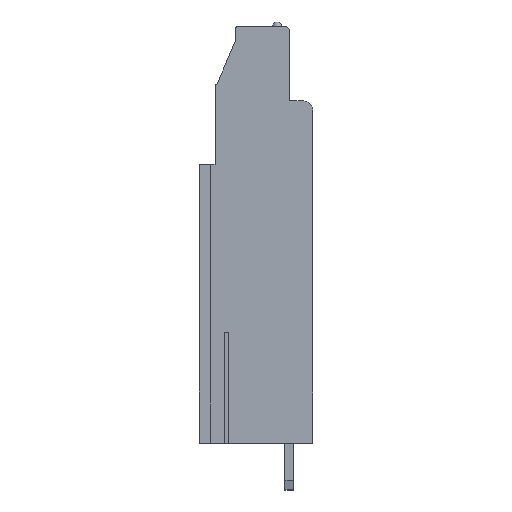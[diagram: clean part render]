
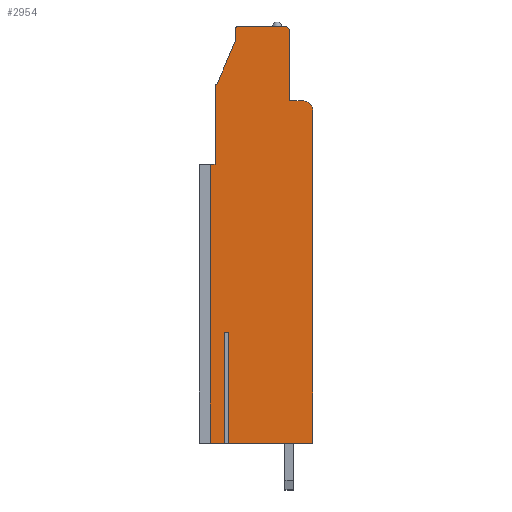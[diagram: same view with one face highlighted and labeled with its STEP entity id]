
A CAD part, top view. The second image highlights one B-rep face of the part: STEP entity #2954.
In plain terms, the highlighted planar face has unit normal (0, 0, 1).
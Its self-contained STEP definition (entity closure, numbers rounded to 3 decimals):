
#13=DIRECTION('',(0.,1.,0.));
#14=VECTOR('',#13,30.);
#15=CARTESIAN_POINT('',(-5.16,-17.199,22.86));
#16=LINE('',#15,#14);
#17=DIRECTION('',(-1.,0.,0.));
#18=VECTOR('',#17,0.5);
#19=CARTESIAN_POINT('',(-4.66,12.801,22.86));
#20=LINE('',#19,#18);
#21=DIRECTION('',(0.,-1.,0.));
#22=VECTOR('',#21,8.4);
#23=CARTESIAN_POINT('',(-4.66,21.201,22.86));
#24=LINE('',#23,#22);
#25=CARTESIAN_POINT('',(-4.46,21.201,22.86));
#26=DIRECTION('',(0.,0.,1.));
#27=DIRECTION('',(0.,1.,0.));
#28=AXIS2_PLACEMENT_3D('',#25,#26,#27);
#30=DIRECTION('',(-0.392,-0.92,0.));
#31=VECTOR('',#30,5.108);
#32=CARTESIAN_POINT('',(-2.46,26.101,22.86));
#33=LINE('',#32,#31);
#34=DIRECTION('',(0.,-1.,0.));
#35=VECTOR('',#34,1.2);
#36=CARTESIAN_POINT('',(-2.46,27.301,22.86));
#37=LINE('',#36,#35);
#38=CARTESIAN_POINT('',(-2.16,27.301,22.86));
#39=DIRECTION('',(0.,0.,1.));
#40=DIRECTION('',(0.,1.,0.));
#41=AXIS2_PLACEMENT_3D('',#38,#39,#40);
#43=DIRECTION('',(-1.,0.,0.));
#44=VECTOR('',#43,5.);
#45=CARTESIAN_POINT('',(2.84,27.601,22.86));
#46=LINE('',#45,#44);
#47=CARTESIAN_POINT('',(2.84,27.101,22.86));
#48=DIRECTION('',(0.,0.,1.));
#49=DIRECTION('',(1.,0.,0.));
#50=AXIS2_PLACEMENT_3D('',#47,#48,#49);
#52=DIRECTION('',(0.,1.,0.));
#53=VECTOR('',#52,7.5);
#54=CARTESIAN_POINT('',(3.34,19.601,22.86));
#55=LINE('',#54,#53);
#56=DIRECTION('',(-1.,0.,0.));
#57=VECTOR('',#56,1.5);
#58=CARTESIAN_POINT('',(4.84,19.601,22.86));
#59=LINE('',#58,#57);
#60=CARTESIAN_POINT('',(4.84,18.601,22.86));
#61=DIRECTION('',(0.,0.,1.));
#62=DIRECTION('',(1.,0.,0.));
#63=AXIS2_PLACEMENT_3D('',#60,#61,#62);
#65=DIRECTION('',(0.,1.,0.));
#66=VECTOR('',#65,35.8);
#67=CARTESIAN_POINT('',(5.84,-17.199,22.86));
#68=LINE('',#67,#66);
#69=DIRECTION('',(1.,0.,0.));
#70=VECTOR('',#69,9.11);
#71=CARTESIAN_POINT('',(-3.27,-17.199,22.86));
#72=LINE('',#71,#70);
#73=DIRECTION('',(0.,1.,0.));
#74=VECTOR('',#73,11.95);
#75=CARTESIAN_POINT('',(-3.27,-17.199,22.86));
#76=LINE('',#75,#74);
#77=DIRECTION('',(-1.,0.,0.));
#78=VECTOR('',#77,0.38);
#79=CARTESIAN_POINT('',(-3.27,-5.249,22.86));
#80=LINE('',#79,#78);
#81=DIRECTION('',(0.,1.,0.));
#82=VECTOR('',#81,11.95);
#83=CARTESIAN_POINT('',(-3.65,-17.199,22.86));
#84=LINE('',#83,#82);
#85=DIRECTION('',(1.,0.,0.));
#86=VECTOR('',#85,1.51);
#87=CARTESIAN_POINT('',(-5.16,-17.199,22.86));
#88=LINE('',#87,#86);
#2243=CARTESIAN_POINT('',(5.84,-17.199,22.86));
#2244=CARTESIAN_POINT('',(5.84,18.601,22.86));
#2245=VERTEX_POINT('',#2243);
#2246=VERTEX_POINT('',#2244);
#2247=CARTESIAN_POINT('',(4.84,19.601,22.86));
#2248=VERTEX_POINT('',#2247);
#2249=CARTESIAN_POINT('',(3.34,19.601,22.86));
#2250=VERTEX_POINT('',#2249);
#2251=CARTESIAN_POINT('',(3.34,27.101,22.86));
#2252=VERTEX_POINT('',#2251);
#2253=CARTESIAN_POINT('',(2.84,27.601,22.86));
#2254=VERTEX_POINT('',#2253);
#2255=CARTESIAN_POINT('',(-2.16,27.601,22.86));
#2256=VERTEX_POINT('',#2255);
#2257=CARTESIAN_POINT('',(-2.46,27.301,22.86));
#2258=VERTEX_POINT('',#2257);
#2259=CARTESIAN_POINT('',(-2.46,26.101,22.86));
#2260=VERTEX_POINT('',#2259);
#2261=CARTESIAN_POINT('',(-4.46,21.401,22.86));
#2262=VERTEX_POINT('',#2261);
#2263=CARTESIAN_POINT('',(-4.66,21.201,22.86));
#2264=VERTEX_POINT('',#2263);
#2265=CARTESIAN_POINT('',(-4.66,12.801,22.86));
#2266=VERTEX_POINT('',#2265);
#2379=CARTESIAN_POINT('',(-3.27,-5.249,22.86));
#2380=CARTESIAN_POINT('',(-3.65,-5.249,22.86));
#2381=VERTEX_POINT('',#2379);
#2382=VERTEX_POINT('',#2380);
#2383=CARTESIAN_POINT('',(-3.27,-17.199,22.86));
#2384=VERTEX_POINT('',#2383);
#2385=CARTESIAN_POINT('',(-3.65,-17.199,22.86));
#2386=VERTEX_POINT('',#2385);
#2395=CARTESIAN_POINT('',(-5.16,-17.199,22.86));
#2396=CARTESIAN_POINT('',(-5.16,12.801,22.86));
#2397=VERTEX_POINT('',#2395);
#2398=VERTEX_POINT('',#2396);
#2911=CARTESIAN_POINT('',(0.,0.,22.86));
#2912=DIRECTION('',(0.,0.,1.));
#2913=DIRECTION('',(1.,0.,0.));
#2914=AXIS2_PLACEMENT_3D('',#2911,#2912,#2913);
#2915=PLANE('',#2914);
#2917=ORIENTED_EDGE('',*,*,#2916,.T.);
#2919=ORIENTED_EDGE('',*,*,#2918,.F.);
#2921=ORIENTED_EDGE('',*,*,#2920,.F.);
#2923=ORIENTED_EDGE('',*,*,#2922,.F.);
#2925=ORIENTED_EDGE('',*,*,#2924,.F.);
#2927=ORIENTED_EDGE('',*,*,#2926,.F.);
#2929=ORIENTED_EDGE('',*,*,#2928,.F.);
#2931=ORIENTED_EDGE('',*,*,#2930,.F.);
#2933=ORIENTED_EDGE('',*,*,#2932,.F.);
#2935=ORIENTED_EDGE('',*,*,#2934,.F.);
#2937=ORIENTED_EDGE('',*,*,#2936,.F.);
#2939=ORIENTED_EDGE('',*,*,#2938,.F.);
#2941=ORIENTED_EDGE('',*,*,#2940,.F.);
#2943=ORIENTED_EDGE('',*,*,#2942,.F.);
#2945=ORIENTED_EDGE('',*,*,#2944,.T.);
#2947=ORIENTED_EDGE('',*,*,#2946,.T.);
#2949=ORIENTED_EDGE('',*,*,#2948,.F.);
#2951=ORIENTED_EDGE('',*,*,#2950,.F.);
#2952=EDGE_LOOP('',(#2917,#2919,#2921,#2923,#2925,#2927,#2929,#2931,#2933,#2935,
#2937,#2939,#2941,#2943,#2945,#2947,#2949,#2951));
#2953=FACE_OUTER_BOUND('',#2952,.F.);
#29=CIRCLE('',#28,0.2);
#42=CIRCLE('',#41,0.3);
#51=CIRCLE('',#50,0.5);
#64=CIRCLE('',#63,1.);
#2916=EDGE_CURVE('',#2397,#2398,#16,.T.);
#2918=EDGE_CURVE('',#2266,#2398,#20,.T.);
#2920=EDGE_CURVE('',#2264,#2266,#24,.T.);
#2922=EDGE_CURVE('',#2262,#2264,#29,.T.);
#2924=EDGE_CURVE('',#2260,#2262,#33,.T.);
#2926=EDGE_CURVE('',#2258,#2260,#37,.T.);
#2928=EDGE_CURVE('',#2256,#2258,#42,.T.);
#2930=EDGE_CURVE('',#2254,#2256,#46,.T.);
#2932=EDGE_CURVE('',#2252,#2254,#51,.T.);
#2934=EDGE_CURVE('',#2250,#2252,#55,.T.);
#2936=EDGE_CURVE('',#2248,#2250,#59,.T.);
#2938=EDGE_CURVE('',#2246,#2248,#64,.T.);
#2940=EDGE_CURVE('',#2245,#2246,#68,.T.);
#2942=EDGE_CURVE('',#2384,#2245,#72,.T.);
#2944=EDGE_CURVE('',#2384,#2381,#76,.T.);
#2946=EDGE_CURVE('',#2381,#2382,#80,.T.);
#2948=EDGE_CURVE('',#2386,#2382,#84,.T.);
#2950=EDGE_CURVE('',#2397,#2386,#88,.T.);
#2954=ADVANCED_FACE('',(#2953),#2915,.T.);
